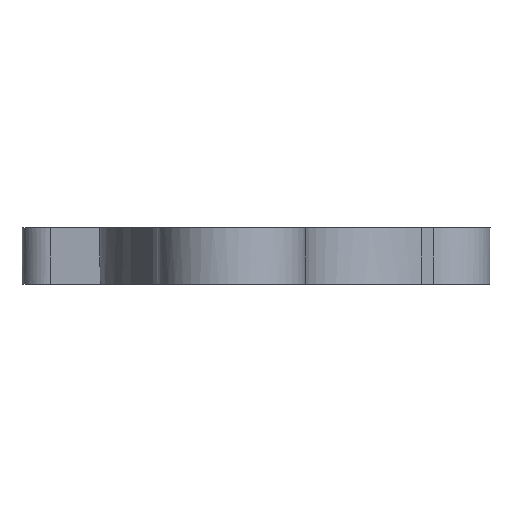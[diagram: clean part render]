
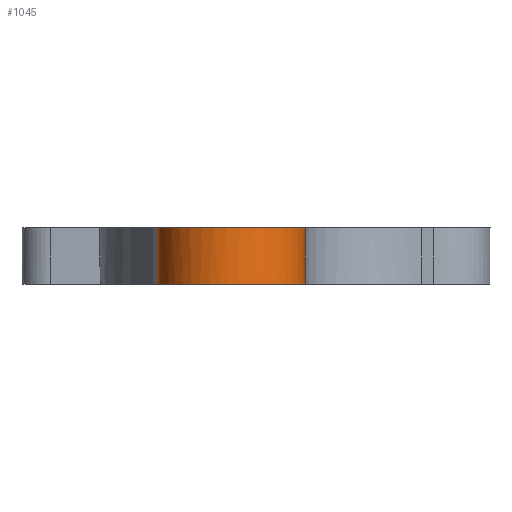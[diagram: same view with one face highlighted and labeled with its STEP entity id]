
A CAD part, left-side view. The second image highlights one B-rep face of the part: STEP entity #1045.
In plain terms, the highlighted free-form (B-spline) face has degree [1, 3] with [2, 7] control points.
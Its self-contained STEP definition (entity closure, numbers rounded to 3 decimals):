
#2 = CARTESIAN_POINT ( 'NONE',  ( 830.269, 278.417, -15. ) ) ;
#8 = CARTESIAN_POINT ( 'NONE',  ( 844.017, 309.324, -15. ) ) ;
#10 = CARTESIAN_POINT ( 'NONE',  ( 849.895, 267.788, 0. ) ) ;
#20 = CARTESIAN_POINT ( 'NONE',  ( 849.895, 267.788, -15. ) ) ;
#28 = CARTESIAN_POINT ( 'NONE',  ( 830.269, 278.417, -15. ) ) ;
#35 = CARTESIAN_POINT ( 'NONE',  ( 844.017, 309.324, -15. ) ) ;
#37 = CARTESIAN_POINT ( 'NONE',  ( 846.554, 306.543, 0. ) ) ;
#41 = CARTESIAN_POINT ( 'NONE',  ( 832.122, 290.439, 0. ) ) ;
#47 = CARTESIAN_POINT ( 'NONE',  ( 855.891, 306.686, -15. ) ) ;
#49 = CARTESIAN_POINT ( 'NONE',  ( 845.269, 306.156, 0. ) ) ;
#53 = CARTESIAN_POINT ( 'NONE',  ( 832.877, 281.132, 0. ) ) ;
#117 = CARTESIAN_POINT ( 'NONE',  ( 837.777, 268.848, -15. ) ) ;
#124 = CARTESIAN_POINT ( 'NONE',  ( 849.895, 267.788, -15. ) ) ;
#151 = CARTESIAN_POINT ( 'NONE',  ( 844.647, 268.935, 0. ) ) ;
#155 = CARTESIAN_POINT ( 'NONE',  ( 843.408, 269.451, 0. ) ) ;
#156 =( BOUNDED_CURVE ( )  B_SPLINE_CURVE ( 3, ( #1189, #8, #1277, #1004, #2, #117, #398 ),
 .UNSPECIFIED., .F., .T. ) 
 B_SPLINE_CURVE_WITH_KNOTS ( ( 4, 3, 4 ),
 ( -4.625, -2.989, -1.352 ),
 .UNSPECIFIED. ) 
 CURVE ( )  GEOMETRIC_REPRESENTATION_ITEM ( )  RATIONAL_B_SPLINE_CURVE ( ( 1., 0.789, 0.789, 1., 0.789, 0.789, 1. ) ) 
 REPRESENTATION_ITEM ( '' )  );
#192 = CARTESIAN_POINT ( 'NONE',  ( 855.891, 306.686, 0. ) ) ;
#207 = VERTEX_POINT ( 'NONE', #192 ) ;
#225 = FACE_OUTER_BOUND ( 'NONE', #745, .T. ) ;
#228 = CARTESIAN_POINT ( 'NONE',  ( 839.926, 271.492, 0. ) ) ;
#233 = CARTESIAN_POINT ( 'NONE',  ( 841.598, 304.477, 0. ) ) ;
#239 = CARTESIAN_POINT ( 'NONE',  ( 855.891, 306.686, 0. ) ) ;
#250 = CARTESIAN_POINT ( 'NONE',  ( 850.541, 307.172, 0. ) ) ;
#257 = CARTESIAN_POINT ( 'NONE',  ( 837.777, 268.848, -15. ) ) ;
#296 = CARTESIAN_POINT ( 'NONE',  ( 849.895, 267.788, -15. ) ) ;
#332 = CARTESIAN_POINT ( 'NONE',  ( 847.232, 268.159, 0. ) ) ;
#340 = B_SPLINE_CURVE_WITH_KNOTS ( 'NONE', 3,
 ( #239, #915, #1118, #250, #1031, #37, #49, #928, #233, #438, #648, #1041, #835, #627, #445, #1222, #343, #633, #1018, #938, #1216, #53, #826, #1124, #1025, #425, #1037, #228, #820, #155, #151, #332, #1234, #922 ),
 .UNSPECIFIED., .F., .F.,
 ( 4, 2, 2, 2, 2, 2, 2, 2, 2, 2, 2, 2, 2, 2, 2, 2, 4 ),
 ( 1.352, 1.557, 1.761, 1.966, 2.17, 2.375, 2.58, 2.784, 2.989, 3.193, 3.398, 3.602, 3.807, 4.011, 4.216, 4.421, 4.625 ),
 .UNSPECIFIED. ) ;
#343 = CARTESIAN_POINT ( 'NONE',  ( 832.328, 291.773, 0. ) ) ;
#393 = CARTESIAN_POINT ( 'NONE',  ( 855.891, 306.686, -15. ) ) ;
#398 = CARTESIAN_POINT ( 'NONE',  ( 849.895, 267.788, -15. ) ) ;
#423 = CARTESIAN_POINT ( 'NONE',  ( 833.975, 302.46, 0. ) ) ;
#425 = CARTESIAN_POINT ( 'NONE',  ( 836.931, 274.199, 0. ) ) ;
#431 = CARTESIAN_POINT ( 'NONE',  ( 837.777, 268.848, 0. ) ) ;
#438 = CARTESIAN_POINT ( 'NONE',  ( 839.37, 302.954, 0. ) ) ;
#445 = CARTESIAN_POINT ( 'NONE',  ( 833.611, 295.6, 0. ) ) ;
#457 = CARTESIAN_POINT ( 'NONE',  ( 855.891, 306.686, -15. ) ) ;
#468 = EDGE_CURVE ( 'NONE', #647, #207, #570, .T. ) ;
#570 = B_SPLINE_CURVE_WITH_KNOTS ( 'NONE', 1,
 ( #457, #1076 ),
 .UNSPECIFIED., .F., .F.,
 ( 2, 2 ),
 ( -1., 0. ),
 .UNSPECIFIED. ) ;
#621 = B_SPLINE_CURVE_WITH_KNOTS ( 'NONE', 1,
 ( #10, #296 ),
 .UNSPECIFIED., .F., .F.,
 ( 2, 2 ),
 ( -1., 0. ),
 .UNSPECIFIED. ) ;
#625 = CARTESIAN_POINT ( 'NONE',  ( 844.017, 309.324, 0. ) ) ;
#627 = CARTESIAN_POINT ( 'NONE',  ( 834.207, 296.803, 0. ) ) ;
#633 = CARTESIAN_POINT ( 'NONE',  ( 831.916, 289.105, 0. ) ) ;
#642 = VERTEX_POINT ( 'NONE', #20 ) ;
#646 = EDGE_CURVE ( 'NONE', #870, #642, #621, .T. ) ;
#647 = VERTEX_POINT ( 'NONE', #393 ) ;
#648 = CARTESIAN_POINT ( 'NONE',  ( 838.345, 302.087, 0. ) ) ;
#668 = ORIENTED_EDGE ( 'NONE', *, *, #646, .F. ) ;
#712 = EDGE_CURVE ( 'NONE', #207, #870, #340, .T. ) ;
#731 = CARTESIAN_POINT ( 'NONE',  ( 833.975, 302.46, -15. ) ) ;
#745 = EDGE_LOOP ( 'NONE', ( #1075, #807, #668, #961 ) ) ;
#807 = ORIENTED_EDGE ( 'NONE', *, *, #895, .T. ) ;
#820 = CARTESIAN_POINT ( 'NONE',  ( 841.034, 270.736, 0. ) ) ;
#826 = CARTESIAN_POINT ( 'NONE',  ( 833.348, 279.875, 0. ) ) ;
#835 = CARTESIAN_POINT ( 'NONE',  ( 835.645, 299.086, 0. ) ) ;
#849 = CARTESIAN_POINT ( 'NONE',  ( 855.891, 306.686, 0. ) ) ;
#870 = VERTEX_POINT ( 'NONE', #1204 ) ;
#871 =( BOUNDED_SURFACE ( )  B_SPLINE_SURFACE ( 1, 3, ( 
 ( #47, #35, #731, #906, #28, #257, #124 ),
 ( #849, #625, #423, #41, #1220, #431, #1127 ) ),
 .UNSPECIFIED., .F., .F., .F. ) 
 B_SPLINE_SURFACE_WITH_KNOTS ( ( 2, 2 ),
 ( 4, 3, 4 ),
 ( 0., 1. ),
 ( 0., 0.5, 1. ),
 .UNSPECIFIED. ) 
 GEOMETRIC_REPRESENTATION_ITEM ( )  RATIONAL_B_SPLINE_SURFACE ( (
 ( 1., 0.789, 0.789, 1., 0.789, 0.789, 1.),
 ( 1., 0.789, 0.789, 1., 0.789, 0.789, 1.) ) ) 
 REPRESENTATION_ITEM ( '' )  SURFACE ( )  );
#895 = EDGE_CURVE ( 'NONE', #647, #642, #156, .T. ) ;
#906 = CARTESIAN_POINT ( 'NONE',  ( 832.122, 290.439, -15. ) ) ;
#915 = CARTESIAN_POINT ( 'NONE',  ( 854.573, 306.979, 0. ) ) ;
#922 = CARTESIAN_POINT ( 'NONE',  ( 849.895, 267.788, 0. ) ) ;
#928 = CARTESIAN_POINT ( 'NONE',  ( 842.778, 305.117, 0. ) ) ;
#938 = CARTESIAN_POINT ( 'NONE',  ( 831.988, 285.069, 0. ) ) ;
#961 = ORIENTED_EDGE ( 'NONE', *, *, #712, .F. ) ;
#1004 = CARTESIAN_POINT ( 'NONE',  ( 832.122, 290.439, -15. ) ) ;
#1018 = CARTESIAN_POINT ( 'NONE',  ( 831.849, 287.764, 0. ) ) ;
#1025 = CARTESIAN_POINT ( 'NONE',  ( 835.265, 276.322, 0. ) ) ;
#1031 = CARTESIAN_POINT ( 'NONE',  ( 849.204, 307.054, 0. ) ) ;
#1037 = CARTESIAN_POINT ( 'NONE',  ( 837.863, 273.233, 0. ) ) ;
#1041 = CARTESIAN_POINT ( 'NONE',  ( 836.473, 300.143, 0. ) ) ;
#1045 = ADVANCED_FACE ( 'NONE', ( #225 ), #871, .F. ) ;
#1075 = ORIENTED_EDGE ( 'NONE', *, *, #468, .F. ) ;
#1076 = CARTESIAN_POINT ( 'NONE',  ( 855.891, 306.686, 0. ) ) ;
#1118 = CARTESIAN_POINT ( 'NONE',  ( 853.24, 307.134, 0. ) ) ;
#1124 = CARTESIAN_POINT ( 'NONE',  ( 834.548, 277.457, 0. ) ) ;
#1127 = CARTESIAN_POINT ( 'NONE',  ( 849.895, 267.788, 0. ) ) ;
#1189 = CARTESIAN_POINT ( 'NONE',  ( 855.891, 306.686, -15. ) ) ;
#1204 = CARTESIAN_POINT ( 'NONE',  ( 849.895, 267.788, 0. ) ) ;
#1216 = CARTESIAN_POINT ( 'NONE',  ( 832.194, 283.743, 0. ) ) ;
#1220 = CARTESIAN_POINT ( 'NONE',  ( 830.269, 278.417, 0. ) ) ;
#1222 = CARTESIAN_POINT ( 'NONE',  ( 832.667, 293.071, 0. ) ) ;
#1234 = CARTESIAN_POINT ( 'NONE',  ( 848.55, 267.906, 0. ) ) ;
#1277 = CARTESIAN_POINT ( 'NONE',  ( 833.975, 302.46, -15. ) ) ;
